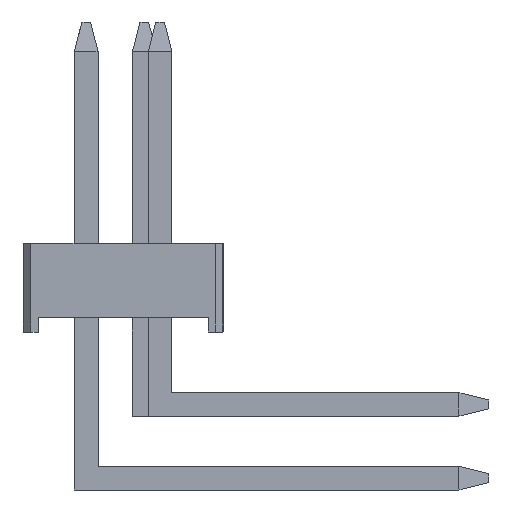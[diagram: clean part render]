
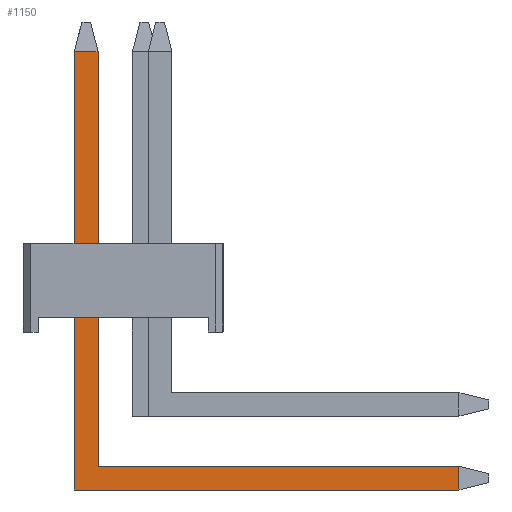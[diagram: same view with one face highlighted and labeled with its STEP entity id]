
A CAD part, left-side view. The second image highlights one B-rep face of the part: STEP entity #1150.
In plain terms, the highlighted free-form (B-spline) face has degree [1, 1] with [2, 2] control points.
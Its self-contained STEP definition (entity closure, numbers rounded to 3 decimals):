
#1150 = ADVANCED_FACE('',(#1151),#1201,.T.);
#1151 = FACE_BOUND('',#1152,.T.);
#1152 = EDGE_LOOP('',(#1153,#1163,#1171,#1179,#1187,#1195));
#1153 = ORIENTED_EDGE('',*,*,#1154,.T.);
#1154 = EDGE_CURVE('',#1155,#1157,#1159,.T.);
#1155 = VERTEX_POINT('',#1156);
#1156 = CARTESIAN_POINT('',(-0.203,8.993,-8.052));
#1157 = VERTEX_POINT('',#1158);
#1158 = CARTESIAN_POINT('',(-0.203,8.993,-0.508));
#1159 = LINE('',#1160,#1161);
#1160 = CARTESIAN_POINT('',(-0.203,8.993,-8.052));
#1161 = VECTOR('',#1162,1.);
#1162 = DIRECTION('',(0.,0.,1.));
#1163 = ORIENTED_EDGE('',*,*,#1164,.T.);
#1164 = EDGE_CURVE('',#1157,#1165,#1167,.T.);
#1165 = VERTEX_POINT('',#1166);
#1166 = CARTESIAN_POINT('',(-0.203,8.587,-0.508));
#1167 = LINE('',#1168,#1169);
#1168 = CARTESIAN_POINT('',(-0.203,8.993,-0.508));
#1169 = VECTOR('',#1170,1.);
#1170 = DIRECTION('',(0.,-1.,0.));
#1171 = ORIENTED_EDGE('',*,*,#1172,.T.);
#1172 = EDGE_CURVE('',#1165,#1173,#1175,.T.);
#1173 = VERTEX_POINT('',#1174);
#1174 = CARTESIAN_POINT('',(-0.203,8.587,-7.645));
#1175 = LINE('',#1176,#1177);
#1176 = CARTESIAN_POINT('',(-0.203,8.587,-0.508));
#1177 = VECTOR('',#1178,1.);
#1178 = DIRECTION('',(0.,0.,-1.));
#1179 = ORIENTED_EDGE('',*,*,#1180,.T.);
#1180 = EDGE_CURVE('',#1173,#1181,#1183,.T.);
#1181 = VERTEX_POINT('',#1182);
#1182 = CARTESIAN_POINT('',(-0.203,2.377,-7.645));
#1183 = LINE('',#1184,#1185);
#1184 = CARTESIAN_POINT('',(-0.203,8.587,-7.645));
#1185 = VECTOR('',#1186,1.);
#1186 = DIRECTION('',(0.,-1.,0.));
#1187 = ORIENTED_EDGE('',*,*,#1188,.T.);
#1188 = EDGE_CURVE('',#1181,#1189,#1191,.T.);
#1189 = VERTEX_POINT('',#1190);
#1190 = CARTESIAN_POINT('',(-0.203,2.377,-8.052));
#1191 = LINE('',#1192,#1193);
#1192 = CARTESIAN_POINT('',(-0.203,2.377,-7.645));
#1193 = VECTOR('',#1194,1.);
#1194 = DIRECTION('',(0.,0.,-1.));
#1195 = ORIENTED_EDGE('',*,*,#1196,.T.);
#1196 = EDGE_CURVE('',#1189,#1155,#1197,.T.);
#1197 = LINE('',#1198,#1199);
#1198 = CARTESIAN_POINT('',(-0.203,2.377,-8.052));
#1199 = VECTOR('',#1200,1.);
#1200 = DIRECTION('',(0.,1.,0.));
#1201 = B_SPLINE_SURFACE_WITH_KNOTS('',1,1,(
    (#1202,#1203)
    ,(#1204,#1205
    )),.UNSPECIFIED.,.F.,.F.,.F.,(2,2),(2,2),(0.,1.),(0.,1.),
  .PIECEWISE_BEZIER_KNOTS.);
#1202 = CARTESIAN_POINT('',(-0.203,2.377,-0.508));
#1203 = CARTESIAN_POINT('',(-0.203,8.993,-0.508));
#1204 = CARTESIAN_POINT('',(-0.203,2.377,-8.052));
#1205 = CARTESIAN_POINT('',(-0.203,8.993,-8.052));
